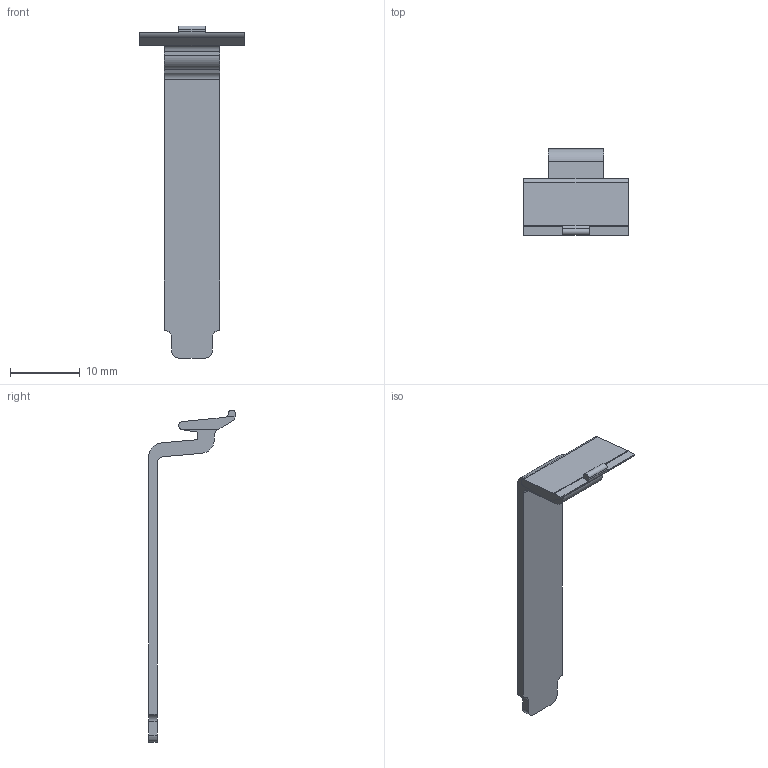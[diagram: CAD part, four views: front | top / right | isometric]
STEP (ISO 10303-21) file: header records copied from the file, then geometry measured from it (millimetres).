
FILE_DESCRIPTION(('no description'),'unknown implementation level');
FILE_NAME('item_0038866_Automatik_Verbindungssatz_8_Abdeckblende_1.stp',' ',('item Industrietechnik GmbH'),('CADClick - KiM GmbH - www.kimweb.de'),'unknown preprocess','ACIS','unknown authorization');
FILE_SCHEMA(('automotive_design'));
Length unit declared in the file: millimetre
Products named in the file (1): item_0038866_Automatik-Verbindungssatz 8 Abdeckblende
Bounding box: 15 x 12.4 x 47.59 mm (x, y, z)
Volume: 709.5 mm3; surface area: 1211 mm2
Topology: 1 solids, 1 shells, 36 faces, 102 edges, 68 vertices
Faces by surface type: plane 24, cylinder 12
Entity records: 2340 total; most frequent: DIRECTION 208, STYLED_ITEM 207, PRESENTATION_STYLE_ASSIGNMENT 207, CARTESIAN_POINT 207, COLOUR_RGB 207, ORIENTED_EDGE 204, EDGE_CURVE 102, CURVE_STYLE 102
